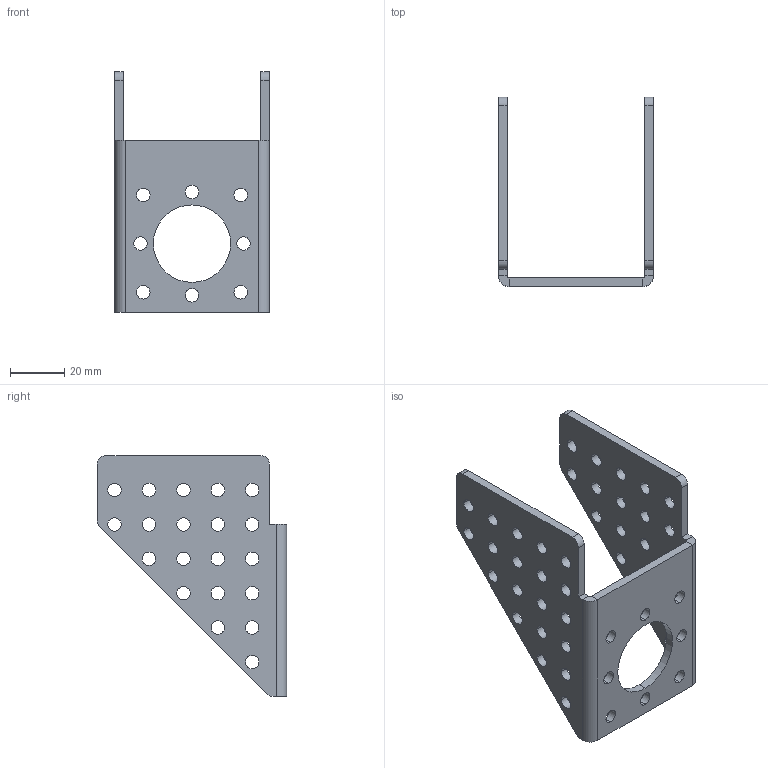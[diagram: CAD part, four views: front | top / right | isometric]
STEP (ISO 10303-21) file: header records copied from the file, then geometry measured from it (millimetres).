
FILE_DESCRIPTION (( 'STEP AP214' ), '1' );
FILE_NAME ('am-5665 Over Tube Bearing Bracket.STEP', '2025-07-03T15:10:49', ( '' ), ( '' ), 'SwSTEP 2.0', 'SolidWorks 2024', '' );
FILE_SCHEMA (( 'AUTOMOTIVE_DESIGN' ));
Length unit declared in the file: inch
Products named in the file (1): am-5665 Over Tube Bearing Bracket
Bounding box: 57.15 x 69.85 x 88.9 mm (x, y, z)
Volume: 30413.4 mm3; surface area: 23494 mm2
Topology: 1 solids, 1 shells, 134 faces, 380 edges, 248 vertices
Faces by surface type: cylinder 110, plane 24
Entity records: 4679 total; most frequent: DIRECTION 870, CARTESIAN_POINT 763, ORIENTED_EDGE 760, EDGE_CURVE 380, AXIS2_PLACEMENT_3D 355, VERTEX_POINT 248, EDGE_LOOP 232, CIRCLE 220
